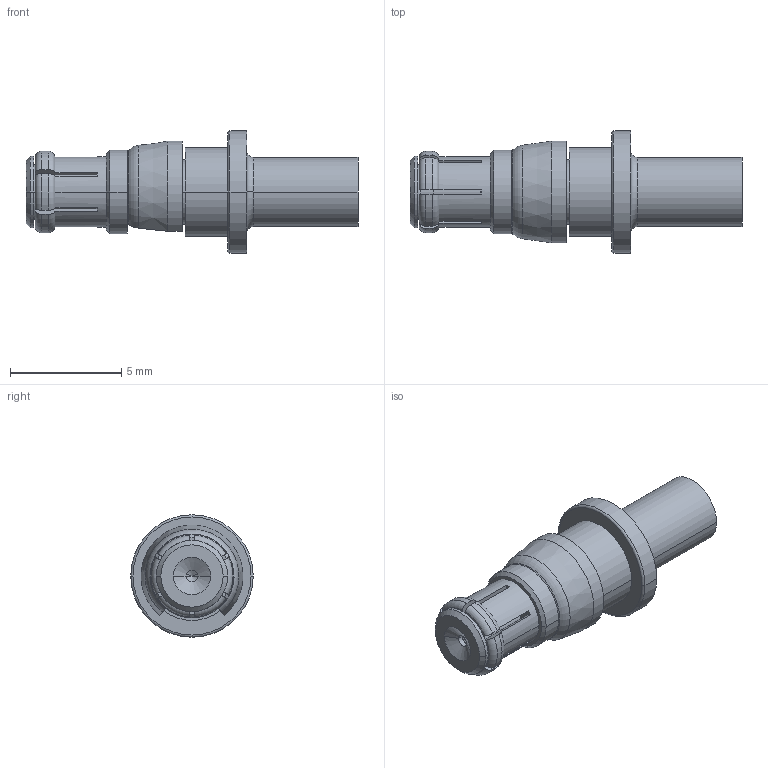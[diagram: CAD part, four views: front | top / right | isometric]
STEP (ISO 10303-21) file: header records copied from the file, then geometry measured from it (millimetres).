
FILE_DESCRIPTION((''),'2;1');
FILE_NAME('920-512P-51S_SW0001','2019-08-16T',('karthik'),(''),'CREO PARAMETRIC BY PTC INC, 2018360','CREO PARAMETRIC BY PTC INC, 2018360','');
FILE_SCHEMA(('CONFIG_CONTROL_DESIGN'));
Length unit declared in the file: millimetre
Products named in the file (1): 920-512P-51S_SW0001
Bounding box: 14.91 x 5.5 x 5.5 mm (x, y, z)
Volume: 134.6 mm3; surface area: 351.3 mm2
Topology: 1 solids, 1 shells, 168 faces, 425 edges, 273 vertices
Faces by surface type: plane 67, cylinder 55, cone 27, torus 19
Entity records: 5399 total; most frequent: CARTESIAN_POINT 1273, DIRECTION 880, ORIENTED_EDGE 846, EDGE_CURVE 423, AXIS2_PLACEMENT_3D 349, VERTEX_POINT 273, EDGE_LOOP 184, VECTOR 182
